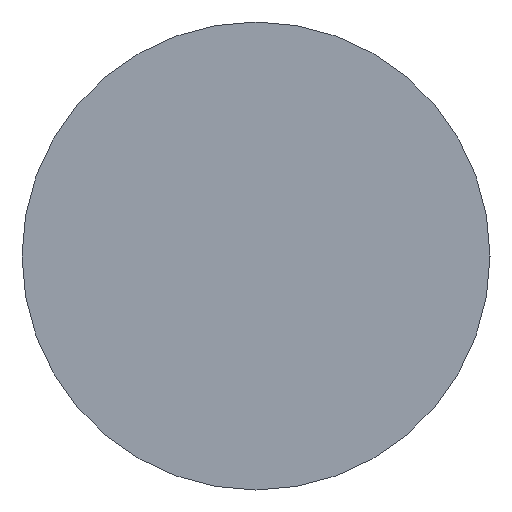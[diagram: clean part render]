
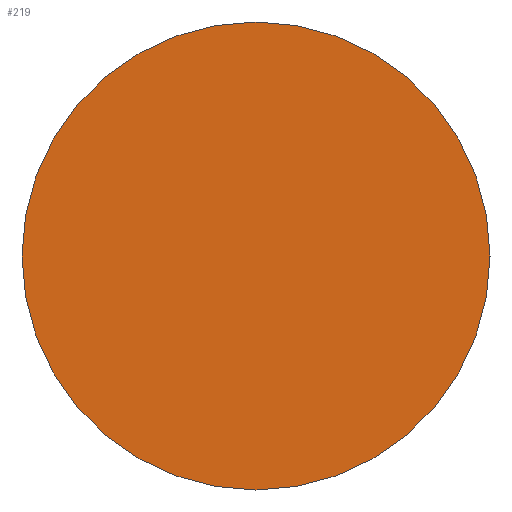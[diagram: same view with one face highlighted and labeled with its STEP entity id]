
A CAD part, left-side view. The second image highlights one B-rep face of the part: STEP entity #219.
In plain terms, the highlighted planar face has unit normal (-1, 0, 0).
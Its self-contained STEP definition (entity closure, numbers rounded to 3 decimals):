
#1 = EDGE_LOOP ( 'NONE', ( #120, #152 ) ) ;
#15 = AXIS2_PLACEMENT_3D ( 'NONE', #24, #203, #102 ) ;
#23 = CARTESIAN_POINT ( 'NONE',  ( -7.628, 0., 7. ) ) ;
#24 = CARTESIAN_POINT ( 'NONE',  ( -7.628, 0., 0. ) ) ;
#31 = EDGE_CURVE ( 'NONE', #73, #218, #106, .T. ) ;
#36 = DIRECTION ( 'NONE',  ( -1., 0., 0. ) ) ;
#60 = DIRECTION ( 'NONE',  ( -1., 0., 0. ) ) ;
#62 = AXIS2_PLACEMENT_3D ( 'NONE', #212, #36, #253 ) ;
#73 = VERTEX_POINT ( 'NONE', #23 ) ;
#86 = FACE_OUTER_BOUND ( 'NONE', #1, .T. ) ;
#102 = DIRECTION ( 'NONE',  ( 0., 0., -1. ) ) ;
#106 = CIRCLE ( 'NONE', #62, 7. ) ;
#120 = ORIENTED_EDGE ( 'NONE', *, *, #31, .T. ) ;
#124 = CARTESIAN_POINT ( 'NONE',  ( -7.628, 0., -7. ) ) ;
#152 = ORIENTED_EDGE ( 'NONE', *, *, #194, .T. ) ;
#185 = AXIS2_PLACEMENT_3D ( 'NONE', #237, #60, #236 ) ;
#194 = EDGE_CURVE ( 'NONE', #218, #73, #244, .T. ) ;
#203 = DIRECTION ( 'NONE',  ( 1., 0., 0. ) ) ;
#212 = CARTESIAN_POINT ( 'NONE',  ( -7.628, 0., 0. ) ) ;
#218 = VERTEX_POINT ( 'NONE', #124 ) ;
#219 = ADVANCED_FACE ( 'NONE', ( #86 ), #225, .F. ) ;
#225 = PLANE ( 'NONE',  #15 ) ;
#236 = DIRECTION ( 'NONE',  ( 0., 0., 1. ) ) ;
#237 = CARTESIAN_POINT ( 'NONE',  ( -7.628, 0., 0. ) ) ;
#244 = CIRCLE ( 'NONE', #185, 7. ) ;
#253 = DIRECTION ( 'NONE',  ( 0., 0., 1. ) ) ;
